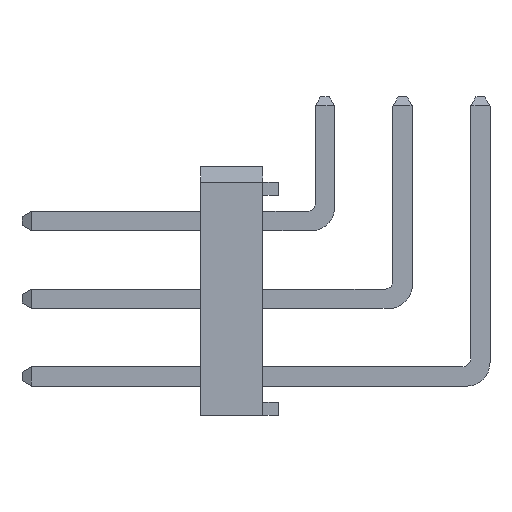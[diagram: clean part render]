
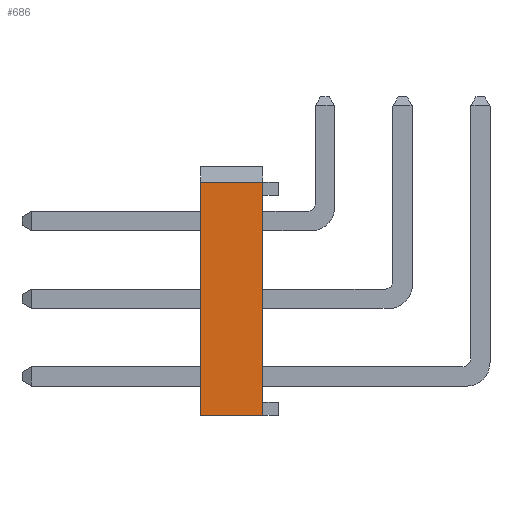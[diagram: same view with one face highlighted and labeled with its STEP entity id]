
A CAD part, left-side view. The second image highlights one B-rep face of the part: STEP entity #686.
In plain terms, the highlighted planar face has unit normal (-1, 0, 0).
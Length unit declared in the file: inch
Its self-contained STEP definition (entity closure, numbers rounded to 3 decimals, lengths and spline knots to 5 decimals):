
#686 = ADVANCED_FACE( '', ( #1419 ), #1420, .F. );
#1419 = FACE_OUTER_BOUND( '', #2183, .T. );
#1420 = PLANE( '', #2184 );
#2183 = EDGE_LOOP( '', ( #4127, #4128, #4129, #4130 ) );
#2184 = AXIS2_PLACEMENT_3D( '', #4131, #4132, #4133 );
#4127 = ORIENTED_EDGE( '', *, *, #4623, .F. );
#4128 = ORIENTED_EDGE( '', *, *, #5040, .F. );
#4129 = ORIENTED_EDGE( '', *, *, #5140, .F. );
#4130 = ORIENTED_EDGE( '', *, *, #4926, .T. );
#4131 = CARTESIAN_POINT( '', ( -0.1, 0.1, -0.15 ) );
#4132 = DIRECTION( '', ( 1., 0., 0. ) );
#4133 = DIRECTION( '', ( 0., 0., -1. ) );
#4623 = EDGE_CURVE( '', #5537, #5539, #5540, .T. );
#4926 = EDGE_CURVE( '', #6044, #5539, #6045, .T. );
#5040 = EDGE_CURVE( '', #6213, #5537, #6215, .T. );
#5140 = EDGE_CURVE( '', #6044, #6213, #6362, .T. );
#5537 = VERTEX_POINT( '', #6853 );
#5539 = VERTEX_POINT( '', #6856 );
#5540 = LINE( '', #6857, #6858 );
#6044 = VERTEX_POINT( '', #7595 );
#6045 = LINE( '', #7596, #7597 );
#6213 = VERTEX_POINT( '', #7845 );
#6215 = LINE( '', #7848, #7849 );
#6362 = LINE( '', #8076, #8077 );
#6853 = CARTESIAN_POINT( '', ( -0.1, 0.02, 0.15 ) );
#6856 = CARTESIAN_POINT( '', ( -0.1, 0.02, -0.15 ) );
#6857 = CARTESIAN_POINT( '', ( -0.1, 0.02, -0.15 ) );
#6858 = VECTOR( '', #8669, 39.37008 );
#7595 = CARTESIAN_POINT( '', ( -0.1, 0.1, -0.15 ) );
#7596 = CARTESIAN_POINT( '', ( -0.1, 0.1, -0.15 ) );
#7597 = VECTOR( '', #8936, 39.37008 );
#7845 = CARTESIAN_POINT( '', ( -0.1, 0.1, 0.15 ) );
#7848 = CARTESIAN_POINT( '', ( -0.1, 0.1, 0.15 ) );
#7849 = VECTOR( '', #9033, 39.37008 );
#8076 = CARTESIAN_POINT( '', ( -0.1, 0.1, -0.15 ) );
#8077 = VECTOR( '', #9120, 39.37008 );
#8669 = DIRECTION( '', ( 0., 0., -1. ) );
#8936 = DIRECTION( '', ( 0., -1., 0. ) );
#9033 = DIRECTION( '', ( 0., -1., 0. ) );
#9120 = DIRECTION( '', ( 0., 0., 1. ) );
